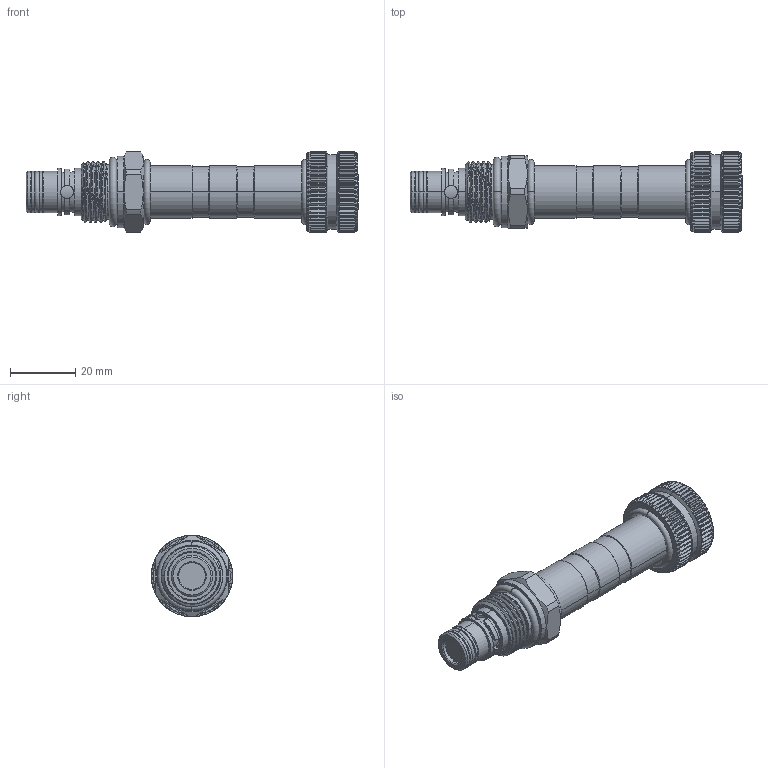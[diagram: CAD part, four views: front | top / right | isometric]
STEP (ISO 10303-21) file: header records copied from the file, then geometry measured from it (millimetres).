
FILE_DESCRIPTION (( 'STEP AP203' ), '1' );
FILE_NAME ('EP08W2C51P02.STEP', '2024-12-09T02:31:35', ( '' ), ( '' ), 'SwSTEP 2.0', 'SolidWorks 2018', '' );
FILE_SCHEMA (( 'CONFIG_CONTROL_DESIGN' ));
Length unit declared in the file: millimetre
Products named in the file (1): EP08W2C51P02
Bounding box: 101.9 x 25 x 25 mm (x, y, z)
Volume: 25738.6 mm3; surface area: 8591.9 mm2
Topology: 1 solids, 1 shells, 945 faces, 2503 edges, 1578 vertices
Faces by surface type: cylinder 416, plane 368, cone 139, torus 16, bspline 6
Entity records: 33526 total; most frequent: CARTESIAN_POINT 10910, ORIENTED_EDGE 5006, DIRECTION 4467, EDGE_CURVE 2503, AXIS2_PLACEMENT_3D 1777, VERTEX_POINT 1578, EDGE_LOOP 963, ADVANCED_FACE 945
